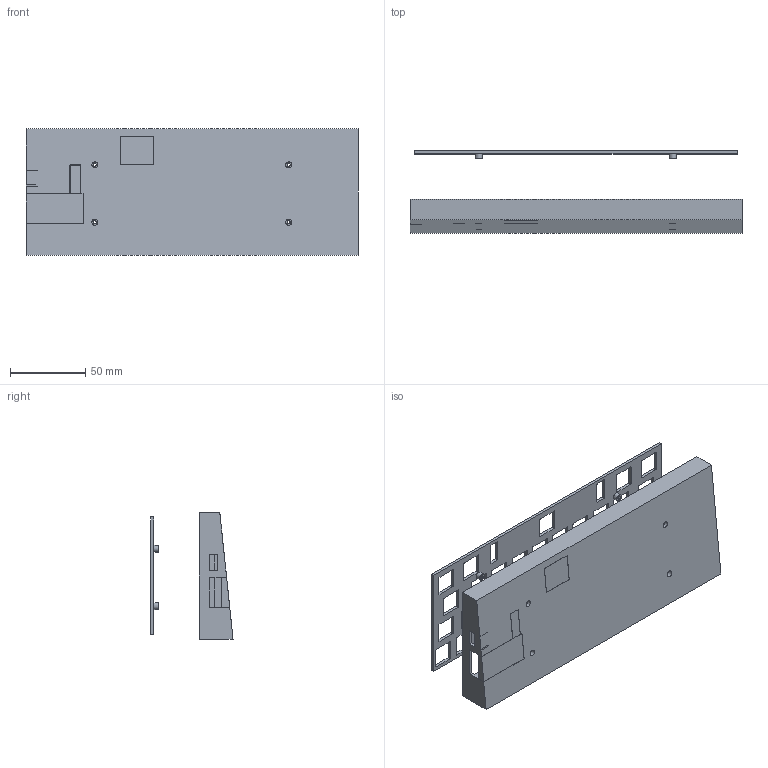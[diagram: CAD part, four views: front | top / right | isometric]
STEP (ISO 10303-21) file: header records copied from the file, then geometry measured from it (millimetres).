
FILE_DESCRIPTION(/* description */ (''),/* implementation_level */ '2;1');
FILE_NAME(/* name */ 'cool336_casedesign_easy v4.step',/* time_stamp */ '2024-11-13T13:15:38+09:00',/* author */ (''),/* organization */ (''),/* preprocessor_version */ 'ST-DEVELOPER v20',/* originating_system */ 'Autodesk Translation Framework v13.20.0.188',/* authorisation */ '');
FILE_SCHEMA (('AUTOMOTIVE_DESIGN { 1 0 10303 214 3 1 1 }'));
Length unit declared in the file: millimetre
Products named in the file (1): cool336_casedesign_easy
Bounding box: 220.25 x 54.51 x 84.01 mm (x, y, z)
Volume: 174420.8 mm3; surface area: 80733.9 mm2
Topology: 5 solids, 5 shells, 1637 faces, 4848 edges, 3231 vertices
Faces by surface type: plane 1621, cylinder 16
Full cylindrical faces by diameter (mm): 4 x8, 4.6 x4, 5 x4
Entity records: 53807 total; most frequent: CARTESIAN_POINT 9717, ORIENTED_EDGE 9696, DIRECTION 8156, EDGE_CURVE 4848, LINE 4816, VECTOR 4816, VERTEX_POINT 3231, EDGE_LOOP 1751
